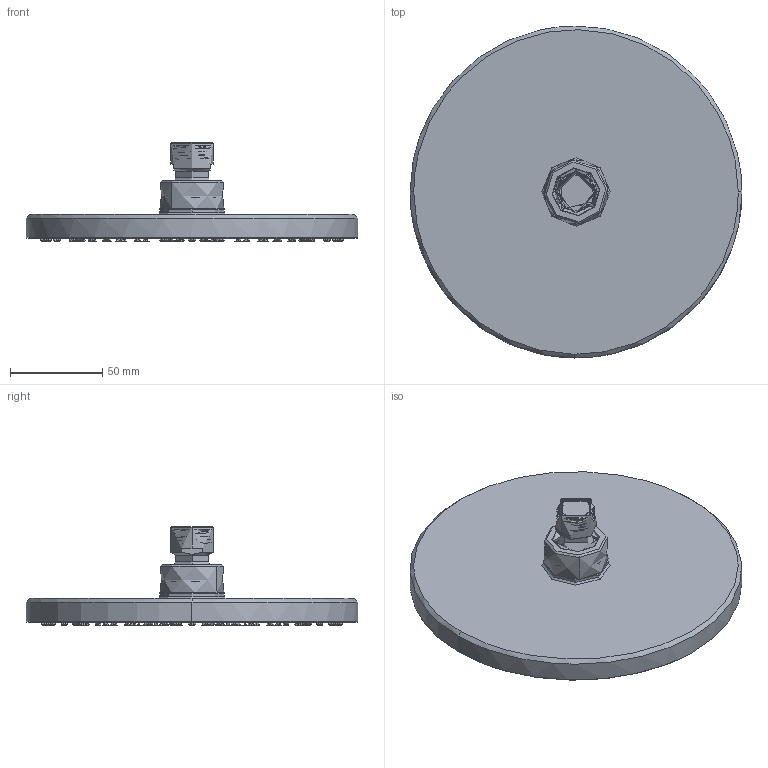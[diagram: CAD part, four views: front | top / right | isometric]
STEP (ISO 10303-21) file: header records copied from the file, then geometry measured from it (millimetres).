
FILE_DESCRIPTION(/* description */ (''),/* implementation_level */ '2;1');
FILE_NAME(/* name */ 'STEP - DH3405-RE_32560',/* time_stamp */ '2025-06-10T14:57:54+10:00',/* author */ (''),/* organization */ (''),/* preprocessor_version */ 'ST-DEVELOPER v16.5',/* originating_system */ 'Rhino 7.37',/* authorisation */ '');
FILE_SCHEMA (('AUTOMOTIVE_DESIGN'));
Products named in the file (14): Document; DH3405_RE-S246102-R180_ASM; S246101-03-FACAPLATE4; S246101-04-TPE1; S246102-01-BODY; S201101-12-OR-19X2_652; S201101-13BALLJOINT3; S205101-10-02_0104; S119301-11-03_0936_ST2_9X85; S201101-03NUT6; S201101-04WASHER7; 80_XXXX_FL_LIM_9_L-MIN_D15_ASM10; 01_1066_BODY_FL_LIM_9_D158; OR_6_1X1_69
Assembly tree (13 placements, depth 4):
  Document
    DH3405_RE-S246102-R180_ASM
      S246101-03-FACAPLATE4
      S246101-04-TPE1
      S246102-01-BODY
      S201101-12-OR-19X2_652
      S201101-13BALLJOINT3
      S205101-10-02_0104
      S119301-11-03_0936_ST2_9X85
      S201101-03NUT6
      S201101-04WASHER7
      80_XXXX_FL_LIM_9_L-MIN_D15_ASM10
        01_1066_BODY_FL_LIM_9_D158
        OR_6_1X1_69
Bounding box: 180 x 179.99 x 53.25 mm (x, y, z)
Volume: 234524 mm3; surface area: 200100.1 mm2
Topology: 16 solids, 20 shells, 3418 faces, 7782 edges, 4768 vertices
Faces by surface type: bspline 1600, cylinder 1192, plane 626
Entity records: 196009 total; most frequent: CARTESIAN_POINT 146706, ORIENTED_EDGE 15528, EDGE_CURVE 7777, VERTEX_POINT 4768, EDGE_LOOP 4228, ADVANCED_FACE 3418, FACE_OUTER_BOUND 3418, B_SPLINE_CURVE_WITH_KNOTS 3202
